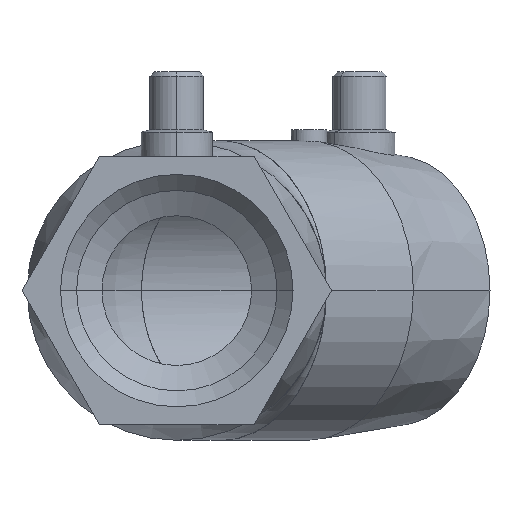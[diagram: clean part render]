
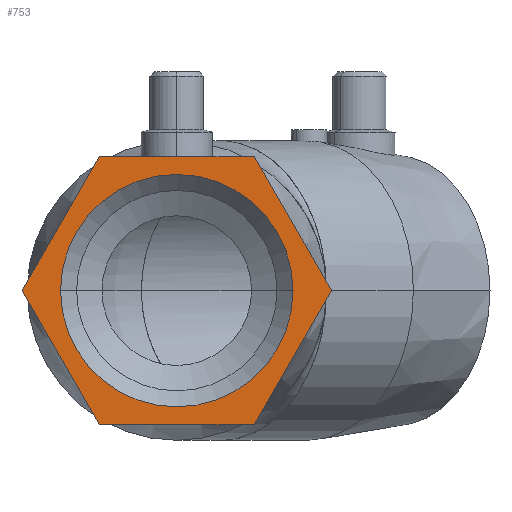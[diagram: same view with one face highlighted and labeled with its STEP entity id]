
A CAD part, left-side view. The second image highlights one B-rep face of the part: STEP entity #753.
In plain terms, the highlighted planar face has unit normal (-1, 0, 0).
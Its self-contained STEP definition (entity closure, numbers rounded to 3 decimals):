
#425 = VERTEX_POINT( '', #1182 );
#481 = EDGE_CURVE( '', #613, #679, #1249, .T. );
#515 = VERTEX_POINT( '', #1287 );
#527 = VERTEX_POINT( '', #1301 );
#613 = VERTEX_POINT( '', #1402 );
#679 = VERTEX_POINT( '', #1478 );
#721 = VERTEX_POINT( '', #1523 );
#753 = ADVANCED_FACE( '', ( #1559, #1560 ), #1561, .T. );
#829 = EDGE_CURVE( '', #679, #613, #1645, .T. );
#845 = EDGE_CURVE( '', #425, #721, #1661, .T. );
#881 = EDGE_CURVE( '', #515, #425, #1702, .T. );
#1009 = EDGE_CURVE( '', #527, #1037, #1840, .T. );
#1011 = VERTEX_POINT( '', #1842 );
#1013 = EDGE_CURVE( '', #721, #1011, #1844, .T. );
#1023 = EDGE_CURVE( '', #1011, #527, #1855, .T. );
#1037 = VERTEX_POINT( '', #1870 );
#1045 = EDGE_CURVE( '', #1037, #515, #1878, .T. );
#1182 = CARTESIAN_POINT( '', ( -134.688, -24.829, 0. ) );
#1249 = CIRCLE( '', #2224, 26.013 );
#1287 = CARTESIAN_POINT( '', ( -134.688, -7.509, -30. ) );
#1301 = CARTESIAN_POINT( '', ( -134.688, 44.453, 0. ) );
#1402 = CARTESIAN_POINT( '', ( -134.688, 35.825, 0. ) );
#1478 = CARTESIAN_POINT( '', ( -134.688, -16.201, 0. ) );
#1523 = CARTESIAN_POINT( '', ( -134.688, -7.509, 30. ) );
#1559 = FACE_BOUND( '', #2740, .T. );
#1560 = FACE_OUTER_BOUND( '', #2741, .T. );
#1561 = PLANE( '', #2742 );
#1645 = CIRCLE( '', #2895, 26.013 );
#1661 = LINE( '', #2953, #2954 );
#1702 = LINE( '', #3060, #3061 );
#1840 = LINE( '', #3355, #3356 );
#1842 = CARTESIAN_POINT( '', ( -134.688, 27.132, 30. ) );
#1844 = LINE( '', #3361, #3362 );
#1855 = LINE( '', #3376, #3377 );
#1870 = CARTESIAN_POINT( '', ( -134.688, 27.132, -30. ) );
#1878 = LINE( '', #3409, #3410 );
#2224 = AXIS2_PLACEMENT_3D( '', #3756, #3757, #3758 );
#2740 = EDGE_LOOP( '', ( #4182, #4183 ) );
#2741 = EDGE_LOOP( '', ( #4184, #4185, #4186, #4187, #4188, #4189 ) );
#2742 = AXIS2_PLACEMENT_3D( '', #4190, #4191, #4192 );
#2895 = AXIS2_PLACEMENT_3D( '', #4283, #4284, #4285 );
#2953 = CARTESIAN_POINT( '', ( -134.688, -9.026, 27.371 ) );
#2954 = VECTOR( '', #4292, 1. );
#3060 = CARTESIAN_POINT( '', ( -134.688, -17.686, -12.371 ) );
#3061 = VECTOR( '', #4338, 1. );
#3355 = CARTESIAN_POINT( '', ( -134.688, 34.275, -17.629 ) );
#3356 = VECTOR( '', #4467, 1. );
#3361 = CARTESIAN_POINT( '', ( -134.688, 29.722, 30. ) );
#3362 = VECTOR( '', #4468, 1. );
#3376 = CARTESIAN_POINT( '', ( -134.688, 42.935, 2.629 ) );
#3377 = VECTOR( '', #4478, 1. );
#3409 = CARTESIAN_POINT( '', ( -134.688, 12.402, -30. ) );
#3410 = VECTOR( '', #4496, 1. );
#3756 = CARTESIAN_POINT( '', ( -134.688, 9.812, 0. ) );
#3757 = DIRECTION( '', ( 1., 0., 0. ) );
#3758 = DIRECTION( '', ( 0., 1., 0. ) );
#4182 = ORIENTED_EDGE( '', *, *, #481, .T. );
#4183 = ORIENTED_EDGE( '', *, *, #829, .T. );
#4184 = ORIENTED_EDGE( '', *, *, #1013, .T. );
#4185 = ORIENTED_EDGE( '', *, *, #1023, .T. );
#4186 = ORIENTED_EDGE( '', *, *, #1009, .T. );
#4187 = ORIENTED_EDGE( '', *, *, #1045, .T. );
#4188 = ORIENTED_EDGE( '', *, *, #881, .T. );
#4189 = ORIENTED_EDGE( '', *, *, #845, .T. );
#4190 = CARTESIAN_POINT( '', ( -134.688, 32.312, 0. ) );
#4191 = DIRECTION( '', ( -1., 0., 0. ) );
#4192 = DIRECTION( '', ( 0., 1., 0. ) );
#4283 = CARTESIAN_POINT( '', ( -134.688, 9.812, 0. ) );
#4284 = DIRECTION( '', ( 1., 0., 0. ) );
#4285 = DIRECTION( '', ( 0., 1., 0. ) );
#4292 = DIRECTION( '', ( 0., 0.5, 0.866 ) );
#4338 = DIRECTION( '', ( 0., -0.5, 0.866 ) );
#4467 = DIRECTION( '', ( 0., -0.5, -0.866 ) );
#4468 = DIRECTION( '', ( 0., 1., 0. ) );
#4478 = DIRECTION( '', ( 0., 0.5, -0.866 ) );
#4496 = DIRECTION( '', ( 0., -1., 0. ) );
